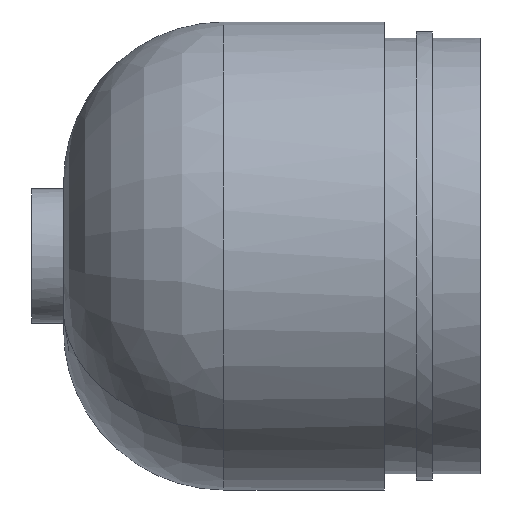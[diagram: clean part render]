
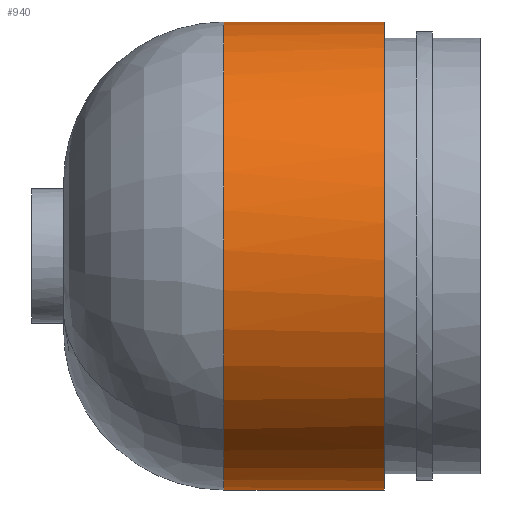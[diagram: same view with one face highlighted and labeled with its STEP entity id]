
A CAD part, front view. The second image highlights one B-rep face of the part: STEP entity #940.
In plain terms, the highlighted cylindrical face has radius 73 mm (diameter 146 mm), a partial arc.
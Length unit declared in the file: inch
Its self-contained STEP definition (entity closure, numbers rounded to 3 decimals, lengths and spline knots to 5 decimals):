
#905=AXIS2_PLACEMENT_3D('Cylinder Axis2P3D',#902,#903,#904) ;
#916=AXIS2_PLACEMENT_3D('Circle Axis2P3D',#914,#915,$) ;
#923=AXIS2_PLACEMENT_3D('Circle Axis2P3D',#921,#922,$) ;
#838=CARTESIAN_POINT('Control Point',(-1.9685,0.,2.87402)) ;
#839=CARTESIAN_POINT('Control Point',(-1.9685,-0.28014,2.87402)) ;
#840=CARTESIAN_POINT('Control Point',(-1.9685,-0.56029,2.83988)) ;
#841=CARTESIAN_POINT('Control Point',(-1.9685,-0.83489,2.77161)) ;
#842=CARTESIAN_POINT('Control Point',(-1.9685,-1.36191,2.56954)) ;
#843=CARTESIAN_POINT('Control Point',(-1.9685,-1.82499,2.24684)) ;
#844=CARTESIAN_POINT('Control Point',(-1.9685,-2.03565,2.05791)) ;
#845=CARTESIAN_POINT('Control Point',(-1.9685,-2.40667,1.63256)) ;
#846=CARTESIAN_POINT('Control Point',(-1.9685,-2.66471,1.13057)) ;
#847=CARTESIAN_POINT('Control Point',(-1.9685,-2.76236,0.86499)) ;
#848=CARTESIAN_POINT('Control Point',(-1.9685,-2.89099,0.31541)) ;
#849=CARTESIAN_POINT('Control Point',(-1.9685,-2.8839,-0.24897)) ;
#850=CARTESIAN_POINT('Control Point',(-1.9685,-2.84581,-0.52936)) ;
#851=CARTESIAN_POINT('Control Point',(-1.9685,-2.70209,-1.07519)) ;
#852=CARTESIAN_POINT('Control Point',(-1.9685,-2.43152,-1.57054)) ;
#853=CARTESIAN_POINT('Control Point',(-1.9685,-2.26655,-1.80044)) ;
#854=CARTESIAN_POINT('Control Point',(-1.9685,-1.88396,-2.21541)) ;
#855=CARTESIAN_POINT('Control Point',(-1.9685,-1.41291,-2.52637)) ;
#856=CARTESIAN_POINT('Control Point',(-1.9685,-1.15949,-2.65225)) ;
#857=CARTESIAN_POINT('Control Point',(-1.9685,-0.77459,-2.78779)) ;
#858=CARTESIAN_POINT('Control Point',(-1.9685,-0.3743,-2.85365)) ;
#859=CARTESIAN_POINT('Control Point',(-1.9685,-0.24986,-2.86723)) ;
#860=CARTESIAN_POINT('Control Point',(-1.9685,-0.12493,-2.87402)) ;
#861=CARTESIAN_POINT('Control Point',(-1.9685,0.,-2.87402)) ;
#862=CARTESIAN_POINT('Vertex',(-1.9685,0.,2.87402)) ;
#864=CARTESIAN_POINT('Vertex',(-1.9685,0.,-2.87402)) ;
#902=CARTESIAN_POINT('Axis2P3D Location',(-1.9685,0.,0.)) ;
#907=CARTESIAN_POINT('Line Origine',(-1.9685,0.,2.87402)) ;
#911=CARTESIAN_POINT('Vertex',(-3.93701,0.,2.87402)) ;
#914=CARTESIAN_POINT('Axis2P3D Location',(-3.93701,0.,0.)) ;
#918=CARTESIAN_POINT('Vertex',(-3.93701,-1.93017,-2.12941)) ;
#921=CARTESIAN_POINT('Axis2P3D Location',(-3.93701,0.,0.)) ;
#925=CARTESIAN_POINT('Vertex',(-3.93701,0.,-2.87402)) ;
#928=CARTESIAN_POINT('Line Origine',(-1.9685,0.,-2.87402)) ;
#903=DIRECTION('Axis2P3D Direction',(-0.039,0.,0.)) ;
#904=DIRECTION('Axis2P3D XDirection',(0.,0.,-0.039)) ;
#908=DIRECTION('Vector Direction',(-0.039,0.,0.)) ;
#915=DIRECTION('Axis2P3D Direction',(-0.039,0.,0.)) ;
#922=DIRECTION('Axis2P3D Direction',(-0.039,0.,0.)) ;
#929=DIRECTION('Vector Direction',(-0.039,0.,0.)) ;
#909=VECTOR('Line Direction',#908,0.03937) ;
#930=VECTOR('Line Direction',#929,0.03937) ;
#934=ORIENTED_EDGE('',*,*,#913,.T.) ;
#935=ORIENTED_EDGE('',*,*,#920,.T.) ;
#936=ORIENTED_EDGE('',*,*,#927,.T.) ;
#937=ORIENTED_EDGE('',*,*,#932,.F.) ;
#938=ORIENTED_EDGE('',*,*,#866,.F.) ;
#940=ADVANCED_FACE('*VOL1',(#939),#906,.T.) ;
#837=B_SPLINE_CURVE_WITH_KNOTS('',5,(#838,#839,#840,#841,#842,#843,#844,#845,#846,#847,#848,#849,#850,#851,#852,#853,#854,#855,#856,#857,#858,#859,#860,#861),.UNSPECIFIED.,.F.,.U.,(6,3,3,3,3,3,3,6),(0.,52.54789,105.09579,157.64368,210.19158,262.73947,315.28737,338.72112),.UNSPECIFIED.) ;
#917=CIRCLE('generated circle',#916,2.87402) ;
#924=CIRCLE('generated circle',#923,2.87402) ;
#906=CYLINDRICAL_SURFACE('generated cylinder',#905,2.87402) ;
#866=EDGE_CURVE('',#863,#865,#837,.T.) ;
#913=EDGE_CURVE('',#863,#912,#910,.T.) ;
#920=EDGE_CURVE('',#912,#919,#917,.F.) ;
#927=EDGE_CURVE('',#919,#926,#924,.F.) ;
#932=EDGE_CURVE('',#865,#926,#931,.T.) ;
#933=EDGE_LOOP('',(#934,#935,#936,#937,#938)) ;
#939=FACE_OUTER_BOUND('',#933,.T.) ;
#910=LINE('Line',#907,#909) ;
#931=LINE('Line',#928,#930) ;
#863=VERTEX_POINT('',#862) ;
#865=VERTEX_POINT('',#864) ;
#912=VERTEX_POINT('',#911) ;
#919=VERTEX_POINT('',#918) ;
#926=VERTEX_POINT('',#925) ;
